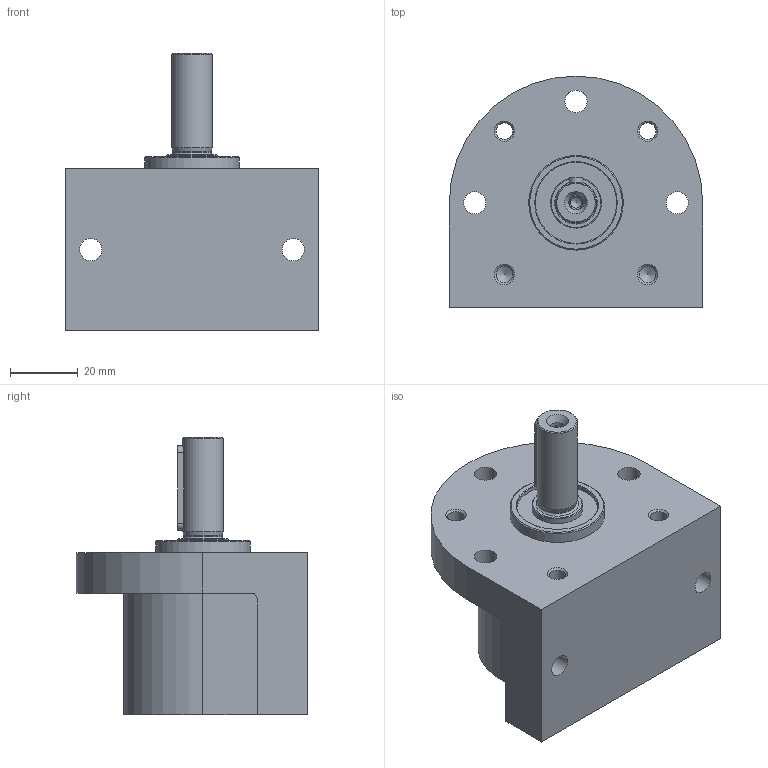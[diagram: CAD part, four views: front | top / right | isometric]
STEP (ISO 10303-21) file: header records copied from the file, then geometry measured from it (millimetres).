
FILE_DESCRIPTION(/* description */ ('STEP AP214'),/* implementation_level */ '2;1');
FILE_NAME(/* name */ '13778_FLSR-25-L',/* time_stamp */ '2024-08-28T14:22:10+02:00',/* author */ ('License CC BY-ND 4.0'),/* organization */ ('CADENAS'),/* preprocessor_version */ 'ST-DEVELOPER v19.3',/* originating_system */ 'PARTsolutions',/* authorisation */ ' ');
FILE_SCHEMA (('AUTOMOTIVE_DESIGN {1 0 10303 214 3 1 1}'));
Length unit declared in the file: millimetre
Products named in the file (3): 13778 FLSR-25-L; 13778 FLSR-25-L_z; 13778 FLSR-25-L_k
Assembly tree (2 placements, depth 2):
  13778 FLSR-25-L
    13778 FLSR-25-L_z
    13778 FLSR-25-L_k
Bounding box: 75 x 68.5 x 82.1 mm (x, y, z)
Volume: 145633.5 mm3; surface area: 35271.5 mm2
Topology: 2 solids, 2 shells, 91 faces, 196 edges, 124 vertices
Faces by surface type: cylinder 36, plane 32, cone 20, torus 3
Full cylindrical faces by diameter (mm): 3.242 x1, 4.3 x1, 4.917 x6, 6.6 x5, 11 x5, 11.4 x1, 12 x2, 15 x2, 24 x2, 28 x2, 30 x2
Entity records: 2270 total; most frequent: DIRECTION 405, CARTESIAN_POINT 368, ORIENTED_EDGE 270, AXIS2_PLACEMENT_3D 180, FACE_BOUND 178, EDGE_LOOP 173, EDGE_CURVE 135, VERTEX_POINT 119
